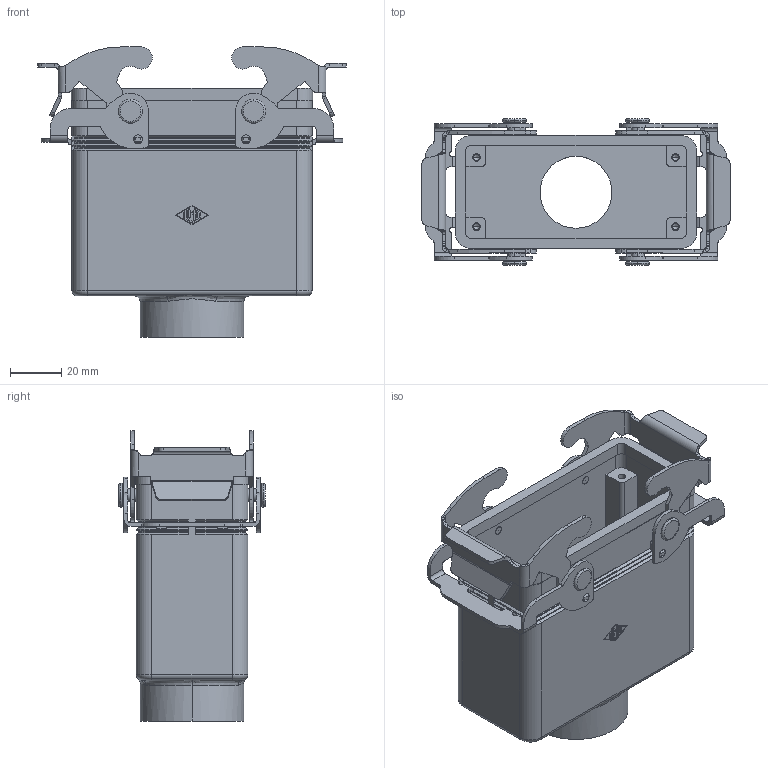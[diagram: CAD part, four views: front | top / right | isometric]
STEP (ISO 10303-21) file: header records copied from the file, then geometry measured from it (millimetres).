
FILE_DESCRIPTION((''),'2;1');
FILE_NAME('MVAV 16 G32.stp','2006-12-19T10:29:38',('gembarski'),(''),'Autodesk Inventor 7','Autodesk Inventor 7','');
FILE_SCHEMA(('AUTOMOTIVE_DESIGN { 1 0 10303 214 1 1 1 1 }'));
Length unit declared in the file: millimetre
Products named in the file (1): MVAV 16 G32
Bounding box: 119.97 x 57 x 113 mm (x, y, z)
Volume: 106961.8 mm3; surface area: 69618.1 mm2
Topology: 3 solids, 3 shells, 719 faces, 1907 edges, 1216 vertices
Faces by surface type: bspline 297, plane 208, cylinder 186, cone 16, torus 12
Entity records: 27962 total; most frequent: CARTESIAN_POINT 10784, ORIENTED_EDGE 3782, DIRECTION 3289, EDGE_CURVE 1891, VERTEX_POINT 1216, VECTOR 1179, LINE 1179, AXIS2_PLACEMENT_3D 1055
